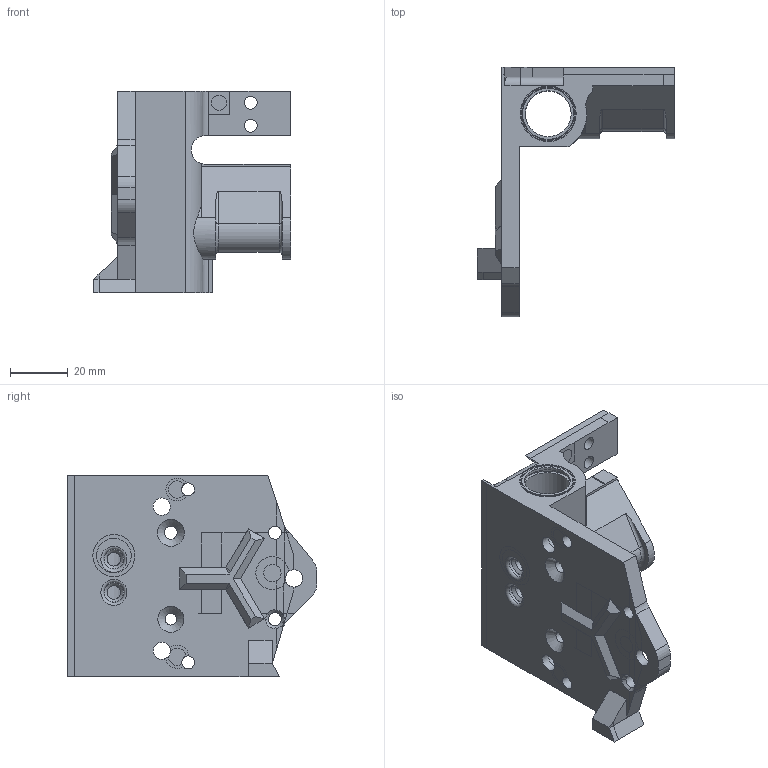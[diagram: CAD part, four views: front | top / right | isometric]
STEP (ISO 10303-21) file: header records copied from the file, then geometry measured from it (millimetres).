
FILE_DESCRIPTION(('FreeCAD Model'),'2;1');
FILE_NAME('x_carriage_v4.3.1.step','2018-01-05T07:45:49',('Author'), (''),'Open CASCADE STEP processor 6.9','FreeCAD','Unknown');
FILE_SCHEMA(('AUTOMOTIVE_DESIGN { 1 0 10303 214 1 1 1 1 }'));
Length unit declared in the file: millimetre
Products named in the file (1): Fillet005
Bounding box: 68.5 x 86.61 x 70 mm (x, y, z)
Volume: 69609.4 mm3; surface area: 26084.4 mm2
Topology: 1 solids, 1 shells, 295 faces, 741 edges, 470 vertices
Faces by surface type: plane 192, cylinder 53, cone 33, bspline 12, torus 4, extrusion 1
Full cylindrical faces by diameter (mm): 4 x1, 4.4 x1, 4.5 x6, 4.7 x5, 6 x3, 7 x2, 11 x2, 13.974 x1, 15.9 x5, 17.8 x2
Entity records: 23556 total; most frequent: CARTESIAN_POINT 9051, DIRECTION 2598, ORIENTED_EDGE 1482, PCURVE 1482, DEFINITIONAL_REPRESENTATION 1482, VECTOR 1325, LINE 1324, EDGE_CURVE 741
